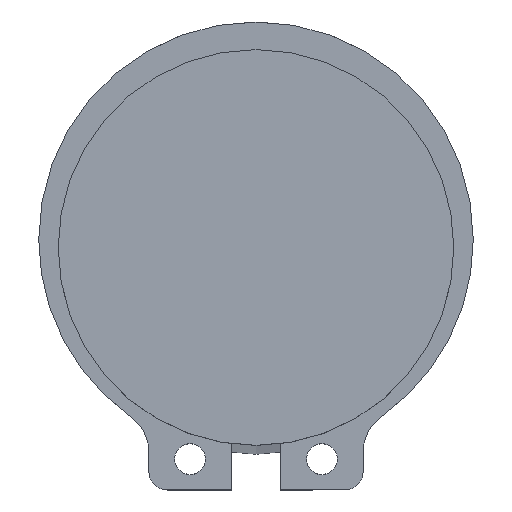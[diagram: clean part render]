
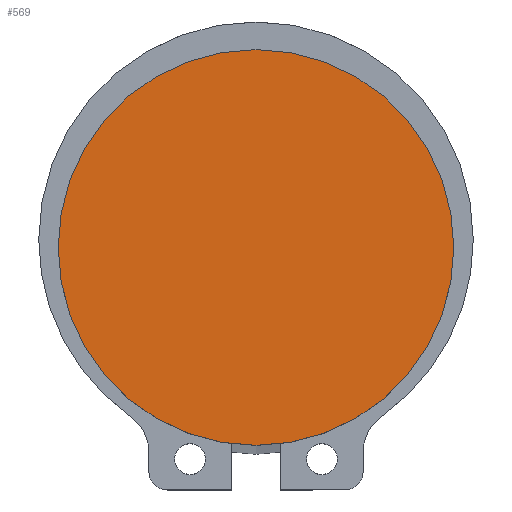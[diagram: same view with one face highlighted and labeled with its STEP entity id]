
A CAD part, top view. The second image highlights one B-rep face of the part: STEP entity #569.
In plain terms, the highlighted planar face has unit normal (0, 0, 1).
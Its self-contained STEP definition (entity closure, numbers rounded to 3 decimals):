
#59 = AXIS2_PLACEMENT_3D ( 'NONE', #1038, #923, #297 ) ;
#113 = DIRECTION ( 'NONE',  ( 0., 0., 1. ) ) ;
#118 = DIRECTION ( 'NONE',  ( 1., 0., 0. ) ) ;
#182 = AXIS2_PLACEMENT_3D ( 'NONE', #404, #1253, #500 ) ;
#193 = EDGE_CURVE ( 'NONE', #986, #296, #1067, .T. ) ;
#292 = FACE_OUTER_BOUND ( 'NONE', #1255, .T. ) ;
#296 = VERTEX_POINT ( 'NONE', #492 ) ;
#297 = DIRECTION ( 'NONE',  ( 1., 0., 0. ) ) ;
#400 = EDGE_CURVE ( 'NONE', #296, #986, #1146, .T. ) ;
#404 = CARTESIAN_POINT ( 'NONE',  ( 0., 0., 0. ) ) ;
#492 = CARTESIAN_POINT ( 'NONE',  ( 16.05, 0., 0. ) ) ;
#500 = DIRECTION ( 'NONE',  ( -1., 0., 0. ) ) ;
#569 = ADVANCED_FACE ( 'NONE', ( #292 ), #826, .F. ) ;
#599 = ORIENTED_EDGE ( 'NONE', *, *, #193, .T. ) ;
#826 = PLANE ( 'NONE',  #182 ) ;
#923 = DIRECTION ( 'NONE',  ( 0., 0., 1. ) ) ;
#948 = CARTESIAN_POINT ( 'NONE',  ( 0., 0., 0. ) ) ;
#986 = VERTEX_POINT ( 'NONE', #1269 ) ;
#1038 = CARTESIAN_POINT ( 'NONE',  ( 0., 0., 0. ) ) ;
#1067 = CIRCLE ( 'NONE', #59, 16.05 ) ;
#1146 = CIRCLE ( 'NONE', #1272, 16.05 ) ;
#1235 = ORIENTED_EDGE ( 'NONE', *, *, #400, .T. ) ;
#1253 = DIRECTION ( 'NONE',  ( 0., 0., -1. ) ) ;
#1255 = EDGE_LOOP ( 'NONE', ( #1235, #599 ) ) ;
#1269 = CARTESIAN_POINT ( 'NONE',  ( -16.05, 0., 0. ) ) ;
#1272 = AXIS2_PLACEMENT_3D ( 'NONE', #948, #113, #118 ) ;
